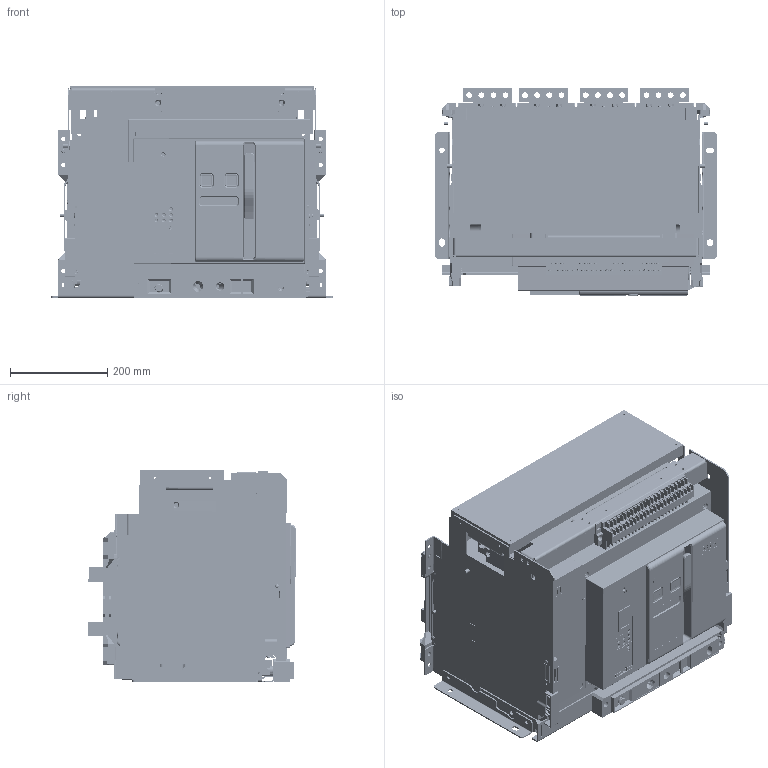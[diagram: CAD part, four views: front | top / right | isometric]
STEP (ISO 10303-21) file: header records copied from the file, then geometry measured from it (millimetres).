
FILE_DESCRIPTION((''),'2;1');
FILE_NAME('PRT0339','2020-06-14T',('li.xiong'),(''),'PRO/ENGINEER BY PARAMETRIC TECHNOLOGY CORPORATION, 2015440','PRO/ENGINEER BY PARAMETRIC TECHNOLOGY CORPORATION, 2015440','');
FILE_SCHEMA(('CONFIG_CONTROL_DESIGN'));
Products named in the file (1): PRT0339
Bounding box: 580 x 427.49 x 437.2 mm (x, y, z)
Volume: 64123839.7 mm3; surface area: 3101976.6 mm2
Topology: 8 solids, 8 shells, 7160 faces, 20118 edges, 13178 vertices
Faces by surface type: plane 4680, cylinder 1808, cone 425, torus 119, bspline 82, sphere 26, extrusion 20
Entity records: 253326 total; most frequent: CARTESIAN_POINT 66887, ORIENTED_EDGE 40172, DIRECTION 36930, EDGE_CURVE 20086, VECTOR 14086, LINE 14066, VERTEX_POINT 13178, AXIS2_PLACEMENT_3D 11422
